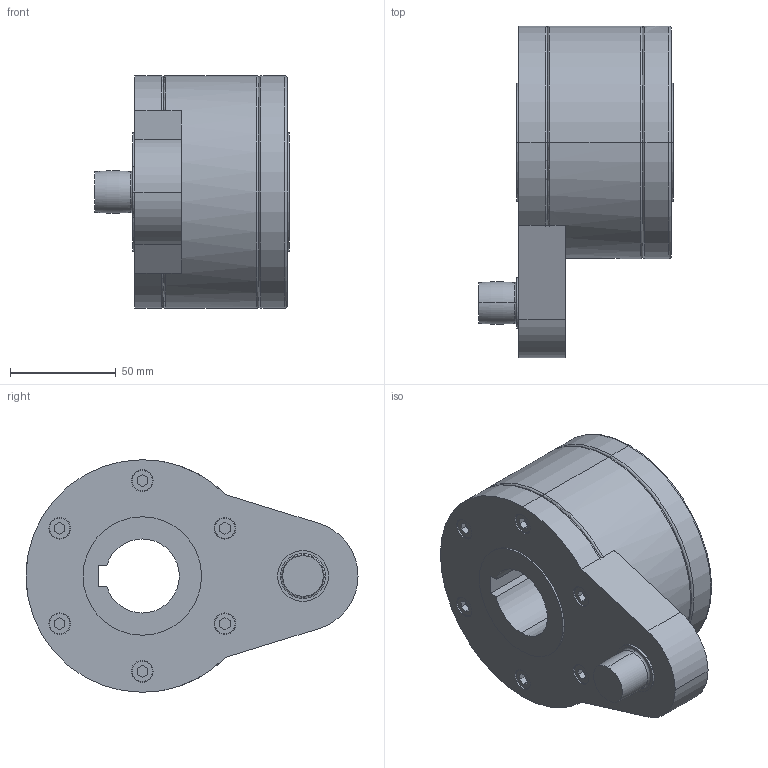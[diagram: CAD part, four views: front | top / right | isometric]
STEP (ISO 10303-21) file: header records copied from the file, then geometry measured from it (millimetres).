
FILE_DESCRIPTION(('STEP AP214'),'1');
FILE_NAME('gl_35_f5-d2.stp','2019-09-14T11:41:08',('TraceParts'),('TraceParts S.A.'),'Spatial InterOp 3D',' ',' ');
FILE_SCHEMA(('AUTOMOTIVE_DESIGN { 1 0 10303 214 1 1 1 1 }'));
Length unit declared in the file: millimetre
Products named in the file (1): gl_35_f5-d2
Bounding box: 92 x 157 x 110 mm (x, y, z)
Volume: 677082.7 mm3; surface area: 65567 mm2
Topology: 1 solids, 1 shells, 246 faces, 607 edges, 404 vertices
Faces by surface type: plane 127, cylinder 75, torus 40, cone 4
Entity records: 7478 total; most frequent: DIRECTION 1377, CARTESIAN_POINT 1325, ORIENTED_EDGE 1214, EDGE_CURVE 607, AXIS2_PLACEMENT_3D 526, VERTEX_POINT 404, LINE 325, VECTOR 325
